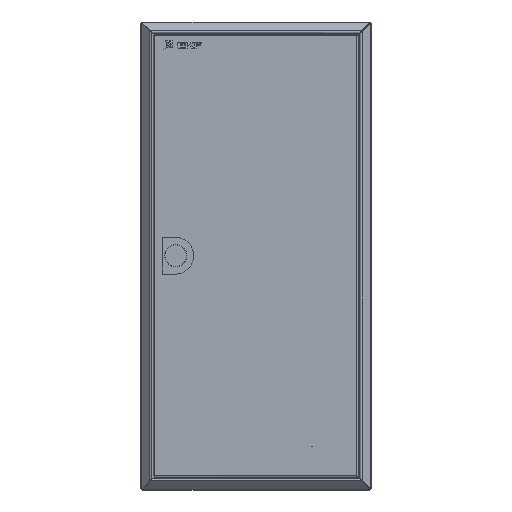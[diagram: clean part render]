
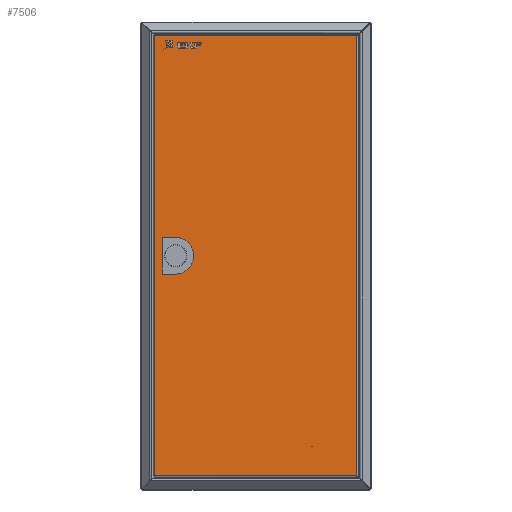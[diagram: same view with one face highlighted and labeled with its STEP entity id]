
A CAD part, top view. The second image highlights one B-rep face of the part: STEP entity #7506.
In plain terms, the highlighted planar face has unit normal (0, 0, 1).
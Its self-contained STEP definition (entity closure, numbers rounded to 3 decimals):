
#118 = LINE ( 'NONE', #21375, #12259 ) ;
#295 = EDGE_CURVE ( 'NONE', #15818, #24486, #20561, .T. ) ;
#504 = DIRECTION ( 'NONE',  ( -1., 0., 0. ) ) ;
#768 = ORIENTED_EDGE ( 'NONE', *, *, #12177, .F. ) ;
#1693 = CARTESIAN_POINT ( 'NONE',  ( 34.35, 303.63, 0. ) ) ;
#2344 = LINE ( 'NONE', #2852, #27443 ) ;
#2516 = EDGE_LOOP ( 'NONE', ( #30892, #15361, #18383, #8980 ) ) ;
#2852 = CARTESIAN_POINT ( 'NONE',  ( 33.1, 272.38, 0. ) ) ;
#3060 = DIRECTION ( 'NONE',  ( -1., 0., 0. ) ) ;
#3460 = CARTESIAN_POINT ( 'NONE',  ( 34.35, 273.63, 0. ) ) ;
#4178 = DIRECTION ( 'NONE',  ( 1., 0., 0. ) ) ;
#4248 = CARTESIAN_POINT ( 'NONE',  ( 0., 0., 0. ) ) ;
#4859 = EDGE_CURVE ( 'NONE', #25124, #24382, #16136, .T. ) ;
#4920 = CIRCLE ( 'NONE', #15151, 0.5 ) ;
#5318 = CARTESIAN_POINT ( 'NONE',  ( 33.1, 304.88, 0. ) ) ;
#5464 = LINE ( 'NONE', #4248, #17626 ) ;
#5781 = VERTEX_POINT ( 'NONE', #24294 ) ;
#6030 = DIRECTION ( 'NONE',  ( 0., 1., 0. ) ) ;
#6211 = DIRECTION ( 'NONE',  ( 0., -1., 0. ) ) ;
#6361 = CARTESIAN_POINT ( 'NONE',  ( 11.6, 272.38, 0. ) ) ;
#6637 = CARTESIAN_POINT ( 'NONE',  ( 0., 1.7, 0. ) ) ;
#6643 = CARTESIAN_POINT ( 'NONE',  ( 11.6, 272.38, 0. ) ) ;
#6711 = DIRECTION ( 'NONE',  ( 0., -1., 0. ) ) ;
#6822 = LINE ( 'NONE', #20763, #25453 ) ;
#6845 = FACE_BOUND ( 'NONE', #24725, .T. ) ;
#7267 = VERTEX_POINT ( 'NONE', #23360 ) ;
#7328 = PLANE ( 'NONE',  #16626 ) ;
#7506 = ADVANCED_FACE ( 'NONE', ( #17487, #6845, #11010 ), #7328, .F. ) ;
#7564 = CARTESIAN_POINT ( 'NONE',  ( 0., 1.7, 0. ) ) ;
#8980 = ORIENTED_EDGE ( 'NONE', *, *, #10699, .T. ) ;
#9198 = AXIS2_PLACEMENT_3D ( 'NONE', #10691, #27682, #13130 ) ;
#9233 = ORIENTED_EDGE ( 'NONE', *, *, #25391, .F. ) ;
#9646 = CIRCLE ( 'NONE', #9198, 0.5 ) ;
#9823 = CARTESIAN_POINT ( 'NONE',  ( 43.6, 303.63, 0. ) ) ;
#10024 = LINE ( 'NONE', #6637, #21443 ) ;
#10173 = DIRECTION ( 'NONE',  ( 0.707, 0.707, 0. ) ) ;
#10402 = EDGE_CURVE ( 'NONE', #29391, #18542, #24867, .T. ) ;
#10487 = EDGE_CURVE ( 'NONE', #7267, #17337, #9646, .T. ) ;
#10691 = CARTESIAN_POINT ( 'NONE',  ( 205.4, 40., 0. ) ) ;
#10699 = EDGE_CURVE ( 'NONE', #25691, #19650, #10024, .T. ) ;
#11010 = FACE_OUTER_BOUND ( 'NONE', #2516, .T. ) ;
#11024 = EDGE_LOOP ( 'NONE', ( #14253, #18686 ) ) ;
#11889 = EDGE_CURVE ( 'NONE', #18483, #15818, #2344, .T. ) ;
#12177 = EDGE_CURVE ( 'NONE', #19227, #18483, #20962, .T. ) ;
#12259 = VECTOR ( 'NONE', #23780, 1000. ) ;
#12311 = LINE ( 'NONE', #22248, #24473 ) ;
#12797 = CARTESIAN_POINT ( 'NONE',  ( 205.9, 40., 0. ) ) ;
#13130 = DIRECTION ( 'NONE',  ( -1., 0., 0. ) ) ;
#13245 = CARTESIAN_POINT ( 'NONE',  ( 43.6, 303.63, 0. ) ) ;
#13584 = EDGE_CURVE ( 'NONE', #14708, #5781, #118, .T. ) ;
#14023 = VECTOR ( 'NONE', #18186, 1000. ) ;
#14129 = ORIENTED_EDGE ( 'NONE', *, *, #11889, .F. ) ;
#14253 = ORIENTED_EDGE ( 'NONE', *, *, #10487, .T. ) ;
#14442 = VECTOR ( 'NONE', #16383, 1000. ) ;
#14612 = DIRECTION ( 'NONE',  ( -1., 0., 0. ) ) ;
#14617 = ORIENTED_EDGE ( 'NONE', *, *, #21539, .F. ) ;
#14708 = VERTEX_POINT ( 'NONE', #26806 ) ;
#15006 = DIRECTION ( 'NONE',  ( 0., 0., -1. ) ) ;
#15055 = VECTOR ( 'NONE', #17416, 1000. ) ;
#15132 = CARTESIAN_POINT ( 'NONE',  ( 264.523, 575.56, 0. ) ) ;
#15151 = AXIS2_PLACEMENT_3D ( 'NONE', #29589, #15006, #504 ) ;
#15361 = ORIENTED_EDGE ( 'NONE', *, *, #10402, .T. ) ;
#15640 = EDGE_CURVE ( 'NONE', #17337, #7267, #4920, .T. ) ;
#15818 = VERTEX_POINT ( 'NONE', #3460 ) ;
#16136 = LINE ( 'NONE', #1693, #22637 ) ;
#16383 = DIRECTION ( 'NONE',  ( 1., 0., 0. ) ) ;
#16626 = AXIS2_PLACEMENT_3D ( 'NONE', #29092, #29201, #14612 ) ;
#16905 = EDGE_CURVE ( 'NONE', #24486, #25124, #18155, .T. ) ;
#17337 = VERTEX_POINT ( 'NONE', #12797 ) ;
#17416 = DIRECTION ( 'NONE',  ( -0.707, 0.707, 0. ) ) ;
#17419 = CARTESIAN_POINT ( 'NONE',  ( 34.35, 273.63, 0. ) ) ;
#17487 = FACE_BOUND ( 'NONE', #11024, .T. ) ;
#17626 = VECTOR ( 'NONE', #6711, 1000. ) ;
#18155 = LINE ( 'NONE', #13245, #23809 ) ;
#18186 = DIRECTION ( 'NONE',  ( 1., 0., 0. ) ) ;
#18383 = ORIENTED_EDGE ( 'NONE', *, *, #24084, .T. ) ;
#18483 = VERTEX_POINT ( 'NONE', #22117 ) ;
#18542 = VERTEX_POINT ( 'NONE', #27527 ) ;
#18686 = ORIENTED_EDGE ( 'NONE', *, *, #15640, .T. ) ;
#19227 = VERTEX_POINT ( 'NONE', #6361 ) ;
#19269 = ORIENTED_EDGE ( 'NONE', *, *, #16905, .F. ) ;
#19357 = ORIENTED_EDGE ( 'NONE', *, *, #4859, .F. ) ;
#19561 = CARTESIAN_POINT ( 'NONE',  ( 263.7, 575.56, 0. ) ) ;
#19650 = VERTEX_POINT ( 'NONE', #30334 ) ;
#20561 = LINE ( 'NONE', #17419, #14023 ) ;
#20763 = CARTESIAN_POINT ( 'NONE',  ( 11.6, 272.38, 0. ) ) ;
#20962 = LINE ( 'NONE', #6643, #14442 ) ;
#21375 = CARTESIAN_POINT ( 'NONE',  ( 11.6, 304.88, 0. ) ) ;
#21443 = VECTOR ( 'NONE', #4178, 1000. ) ;
#21539 = EDGE_CURVE ( 'NONE', #24382, #14708, #27992, .T. ) ;
#22117 = CARTESIAN_POINT ( 'NONE',  ( 33.1, 272.38, 0. ) ) ;
#22248 = CARTESIAN_POINT ( 'NONE',  ( 263.7, 0.877, 0. ) ) ;
#22421 = CARTESIAN_POINT ( 'NONE',  ( 34.35, 303.63, 0. ) ) ;
#22637 = VECTOR ( 'NONE', #28338, 1000. ) ;
#23360 = CARTESIAN_POINT ( 'NONE',  ( 204.9, 40., 0. ) ) ;
#23780 = DIRECTION ( 'NONE',  ( -1., 0., 0. ) ) ;
#23797 = EDGE_CURVE ( 'NONE', #19650, #29391, #12311, .T. ) ;
#23809 = VECTOR ( 'NONE', #6030, 1000. ) ;
#24084 = EDGE_CURVE ( 'NONE', #18542, #25691, #5464, .T. ) ;
#24294 = CARTESIAN_POINT ( 'NONE',  ( 11.6, 304.88, 0. ) ) ;
#24382 = VERTEX_POINT ( 'NONE', #22421 ) ;
#24473 = VECTOR ( 'NONE', #24680, 1000. ) ;
#24486 = VERTEX_POINT ( 'NONE', #26652 ) ;
#24680 = DIRECTION ( 'NONE',  ( 0., 1., 0. ) ) ;
#24725 = EDGE_LOOP ( 'NONE', ( #9233, #27033, #14617, #19357, #19269, #25450, #14129, #768 ) ) ;
#24867 = LINE ( 'NONE', #15132, #30576 ) ;
#25124 = VERTEX_POINT ( 'NONE', #9823 ) ;
#25391 = EDGE_CURVE ( 'NONE', #5781, #19227, #6822, .T. ) ;
#25450 = ORIENTED_EDGE ( 'NONE', *, *, #295, .F. ) ;
#25453 = VECTOR ( 'NONE', #6211, 1000. ) ;
#25691 = VERTEX_POINT ( 'NONE', #7564 ) ;
#26652 = CARTESIAN_POINT ( 'NONE',  ( 43.6, 273.63, 0. ) ) ;
#26806 = CARTESIAN_POINT ( 'NONE',  ( 33.1, 304.88, 0. ) ) ;
#27033 = ORIENTED_EDGE ( 'NONE', *, *, #13584, .F. ) ;
#27443 = VECTOR ( 'NONE', #10173, 1000. ) ;
#27527 = CARTESIAN_POINT ( 'NONE',  ( 0., 575.56, 0. ) ) ;
#27682 = DIRECTION ( 'NONE',  ( 0., 0., -1. ) ) ;
#27992 = LINE ( 'NONE', #5318, #15055 ) ;
#28338 = DIRECTION ( 'NONE',  ( -1., 0., 0. ) ) ;
#29092 = CARTESIAN_POINT ( 'NONE',  ( 0., 0., 0. ) ) ;
#29201 = DIRECTION ( 'NONE',  ( 0., 0., -1. ) ) ;
#29391 = VERTEX_POINT ( 'NONE', #19561 ) ;
#29589 = CARTESIAN_POINT ( 'NONE',  ( 205.4, 40., 0. ) ) ;
#30334 = CARTESIAN_POINT ( 'NONE',  ( 263.7, 1.7, 0. ) ) ;
#30576 = VECTOR ( 'NONE', #3060, 1000. ) ;
#30892 = ORIENTED_EDGE ( 'NONE', *, *, #23797, .T. ) ;
